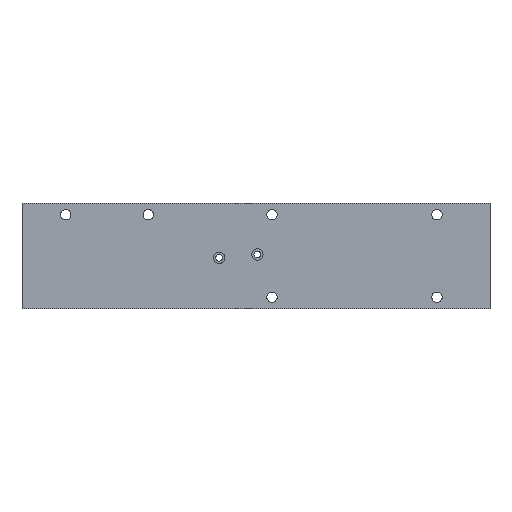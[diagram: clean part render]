
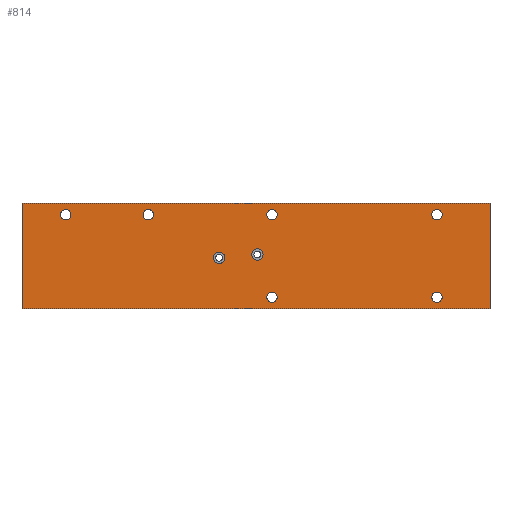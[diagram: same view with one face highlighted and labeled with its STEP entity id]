
A CAD part, top view. The second image highlights one B-rep face of the part: STEP entity #814.
In plain terms, the highlighted planar face has unit normal (0, 0, 1).
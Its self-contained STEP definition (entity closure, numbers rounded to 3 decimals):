
#37=FACE_BOUND('',#203,.T.);
#38=FACE_BOUND('',#204,.T.);
#39=FACE_BOUND('',#205,.T.);
#40=FACE_BOUND('',#206,.T.);
#41=FACE_BOUND('',#207,.T.);
#42=FACE_BOUND('',#208,.T.);
#43=FACE_BOUND('',#209,.T.);
#44=FACE_BOUND('',#210,.T.);
#62=PLANE('',#926);
#132=FACE_OUTER_BOUND('',#202,.T.);
#202=EDGE_LOOP('',(#747,#748,#749,#750));
#203=EDGE_LOOP('',(#751));
#204=EDGE_LOOP('',(#752));
#205=EDGE_LOOP('',(#753));
#206=EDGE_LOOP('',(#754));
#207=EDGE_LOOP('',(#755));
#208=EDGE_LOOP('',(#756));
#209=EDGE_LOOP('',(#757));
#210=EDGE_LOOP('',(#758));
#226=LINE('',#1224,#286);
#232=LINE('',#1247,#292);
#252=LINE('',#1333,#312);
#255=LINE('',#1338,#315);
#286=VECTOR('',#974,10.);
#292=VECTOR('',#998,10.);
#312=VECTOR('',#1098,10.);
#315=VECTOR('',#1103,10.);
#336=CIRCLE('',#845,3.175);
#338=CIRCLE('',#848,3.175);
#346=CIRCLE('',#868,3.175);
#350=CIRCLE('',#875,3.175);
#354=CIRCLE('',#882,3.175);
#358=CIRCLE('',#889,3.175);
#369=CIRCLE('',#912,3.493);
#373=CIRCLE('',#919,3.493);
#382=VERTEX_POINT('',#1195);
#384=VERTEX_POINT('',#1201);
#385=VERTEX_POINT('',#1205);
#394=VERTEX_POINT('',#1222);
#402=VERTEX_POINT('',#1246);
#409=VERTEX_POINT('',#1271);
#413=VERTEX_POINT('',#1284);
#417=VERTEX_POINT('',#1297);
#421=VERTEX_POINT('',#1310);
#428=VERTEX_POINT('',#1332);
#441=VERTEX_POINT('',#1370);
#445=VERTEX_POINT('',#1383);
#457=EDGE_CURVE('',#382,#382,#336,.T.);
#460=EDGE_CURVE('',#384,#384,#338,.T.);
#470=EDGE_CURVE('',#394,#385,#226,.T.);
#480=EDGE_CURVE('',#402,#385,#232,.T.);
#493=EDGE_CURVE('',#409,#409,#346,.T.);
#499=EDGE_CURVE('',#413,#413,#350,.T.);
#505=EDGE_CURVE('',#417,#417,#354,.T.);
#511=EDGE_CURVE('',#421,#421,#358,.T.);
#520=EDGE_CURVE('',#394,#428,#252,.T.);
#523=EDGE_CURVE('',#402,#428,#255,.T.);
#538=EDGE_CURVE('',#441,#441,#369,.T.);
#544=EDGE_CURVE('',#445,#445,#373,.T.);
#747=ORIENTED_EDGE('',*,*,#480,.T.);
#748=ORIENTED_EDGE('',*,*,#470,.F.);
#749=ORIENTED_EDGE('',*,*,#520,.T.);
#750=ORIENTED_EDGE('',*,*,#523,.F.);
#751=ORIENTED_EDGE('',*,*,#457,.T.);
#752=ORIENTED_EDGE('',*,*,#460,.T.);
#753=ORIENTED_EDGE('',*,*,#493,.T.);
#754=ORIENTED_EDGE('',*,*,#499,.T.);
#755=ORIENTED_EDGE('',*,*,#505,.T.);
#756=ORIENTED_EDGE('',*,*,#511,.T.);
#757=ORIENTED_EDGE('',*,*,#538,.T.);
#758=ORIENTED_EDGE('',*,*,#544,.T.);
#814=ADVANCED_FACE('',(#132,#37,#38,#39,#40,#41,#42,#43,#44),#62,.T.);
#845=AXIS2_PLACEMENT_3D('',#1197,#954,#955);
#848=AXIS2_PLACEMENT_3D('',#1203,#961,#962);
#868=AXIS2_PLACEMENT_3D('',#1273,#1026,#1027);
#875=AXIS2_PLACEMENT_3D('',#1286,#1042,#1043);
#882=AXIS2_PLACEMENT_3D('',#1299,#1058,#1059);
#889=AXIS2_PLACEMENT_3D('',#1312,#1074,#1075);
#912=AXIS2_PLACEMENT_3D('',#1371,#1136,#1137);
#919=AXIS2_PLACEMENT_3D('',#1384,#1152,#1153);
#926=AXIS2_PLACEMENT_3D('',#1397,#1171,#1172);
#954=DIRECTION('center_axis',(0.,0.,-1.));
#955=DIRECTION('ref_axis',(-1.,0.,0.));
#961=DIRECTION('center_axis',(0.,0.,-1.));
#962=DIRECTION('ref_axis',(-1.,0.,0.));
#974=DIRECTION('',(1.,0.,0.));
#998=DIRECTION('',(0.,1.,0.));
#1026=DIRECTION('center_axis',(0.,0.,-1.));
#1027=DIRECTION('ref_axis',(-1.,0.,0.));
#1042=DIRECTION('center_axis',(0.,0.,-1.));
#1043=DIRECTION('ref_axis',(-1.,0.,0.));
#1058=DIRECTION('center_axis',(0.,0.,-1.));
#1059=DIRECTION('ref_axis',(-1.,0.,0.));
#1074=DIRECTION('center_axis',(0.,0.,-1.));
#1075=DIRECTION('ref_axis',(-1.,0.,0.));
#1098=DIRECTION('',(0.,-1.,0.));
#1103=DIRECTION('',(-1.,0.,0.));
#1136=DIRECTION('center_axis',(0.,0.,-1.));
#1137=DIRECTION('ref_axis',(1.,0.,0.));
#1152=DIRECTION('center_axis',(0.,0.,-1.));
#1153=DIRECTION('ref_axis',(1.,0.,0.));
#1171=DIRECTION('center_axis',(0.,0.,1.));
#1172=DIRECTION('ref_axis',(1.,0.,0.));
#1195=CARTESIAN_POINT('',(80.075,25.4,7.));
#1197=CARTESIAN_POINT('Origin',(76.9,25.4,7.));
#1201=CARTESIAN_POINT('',(80.075,-25.4,7.));
#1203=CARTESIAN_POINT('Origin',(76.9,-25.4,7.));
#1205=CARTESIAN_POINT('',(109.583,32.5,7.));
#1222=CARTESIAN_POINT('',(-178.67,32.5,7.));
#1224=CARTESIAN_POINT('',(-192.5,32.5,7.));
#1246=CARTESIAN_POINT('',(109.583,-32.5,7.));
#1247=CARTESIAN_POINT('',(109.583,-16.25,7.));
#1271=CARTESIAN_POINT('',(-21.525,-25.4,7.));
#1273=CARTESIAN_POINT('Origin',(-24.7,-25.4,7.));
#1284=CARTESIAN_POINT('',(-21.525,25.4,7.));
#1286=CARTESIAN_POINT('Origin',(-24.7,25.4,7.));
#1297=CARTESIAN_POINT('',(-97.725,25.4,7.));
#1299=CARTESIAN_POINT('Origin',(-100.9,25.4,7.));
#1310=CARTESIAN_POINT('',(-148.525,25.4,7.));
#1312=CARTESIAN_POINT('Origin',(-151.7,25.4,7.));
#1332=CARTESIAN_POINT('',(-178.67,-32.5,7.));
#1333=CARTESIAN_POINT('',(-178.67,16.25,7.));
#1338=CARTESIAN_POINT('',(192.5,-32.5,7.));
#1370=CARTESIAN_POINT('',(-60.734,-1.115,7.));
#1371=CARTESIAN_POINT('Origin',(-57.242,-1.115,7.));
#1383=CARTESIAN_POINT('',(-37.199,0.944,7.));
#1384=CARTESIAN_POINT('Origin',(-33.707,0.944,7.));
#1397=CARTESIAN_POINT('Origin',(0.,0.,
7.));
